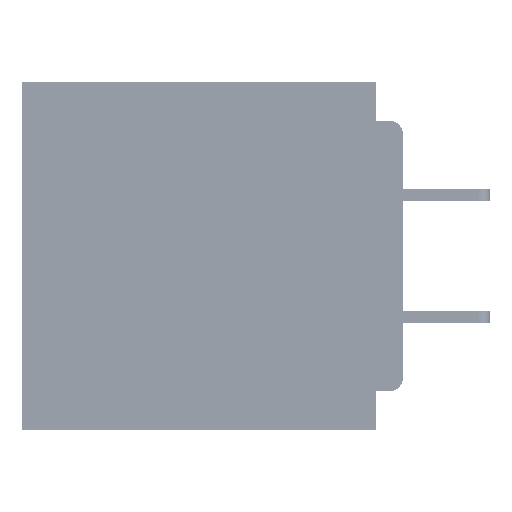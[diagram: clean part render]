
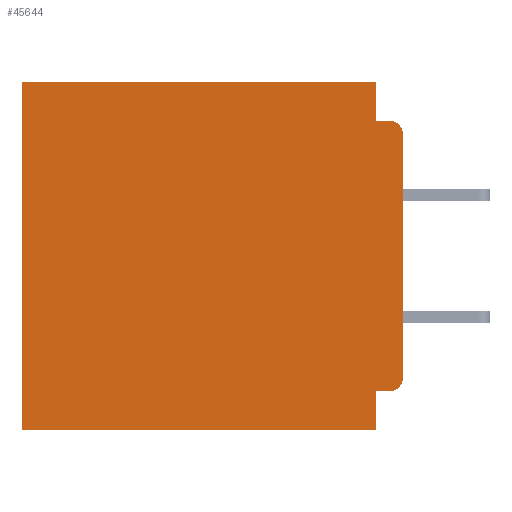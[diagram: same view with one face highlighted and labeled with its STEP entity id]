
A CAD part, left-side view. The second image highlights one B-rep face of the part: STEP entity #45644.
In plain terms, the highlighted planar face has unit normal (-1, 0, 0).
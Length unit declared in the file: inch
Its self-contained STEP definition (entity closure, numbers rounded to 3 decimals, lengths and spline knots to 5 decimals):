
#704 = EDGE_CURVE ( 'NONE', #59153, #35216, #56341, .T. ) ;
#1604 = DIRECTION ( 'NONE',  ( 0., 0., -1. ) ) ;
#1639 = EDGE_LOOP ( 'NONE', ( #4849, #18348, #57979, #41265, #43712, #56097, #50466, #38562, #11470, #10866 ) ) ;
#1706 = CARTESIAN_POINT ( 'NONE',  ( 0.3, 0.031, -0.045 ) ) ;
#1871 = VERTEX_POINT ( 'NONE', #1706 ) ;
#1910 = VECTOR ( 'NONE', #1604, 39.37008 ) ;
#3547 = LINE ( 'NONE', #47669, #1910 ) ;
#4480 = EDGE_CURVE ( 'NONE', #62681, #34717, #16541, .T. ) ;
#4849 = ORIENTED_EDGE ( 'NONE', *, *, #50436, .F. ) ;
#5202 = LINE ( 'NONE', #14214, #58249 ) ;
#5226 = VERTEX_POINT ( 'NONE', #20777 ) ;
#6711 = VERTEX_POINT ( 'NONE', #58984 ) ;
#8808 = AXIS2_PLACEMENT_3D ( 'NONE', #52854, #53223, #53322 ) ;
#8988 = LINE ( 'NONE', #59061, #62084 ) ;
#9603 = CARTESIAN_POINT ( 'NONE',  ( 0.3, 0.031, -0.4 ) ) ;
#10866 = ORIENTED_EDGE ( 'NONE', *, *, #704, .T. ) ;
#10962 = VERTEX_POINT ( 'NONE', #51216 ) ;
#11388 = EDGE_CURVE ( 'NONE', #5226, #6711, #33969, .T. ) ;
#11470 = ORIENTED_EDGE ( 'NONE', *, *, #44597, .F. ) ;
#13326 = DIRECTION ( 'NONE',  ( 0., 0., -1. ) ) ;
#14214 = CARTESIAN_POINT ( 'NONE',  ( 0.3, 0.031, -0.4 ) ) ;
#16541 = CIRCLE ( 'NONE', #60737, 0.015 ) ;
#17316 = CARTESIAN_POINT ( 'NONE',  ( 0.3, 0., -0.045 ) ) ;
#18319 = CARTESIAN_POINT ( 'NONE',  ( 0.3, 0., -0.4 ) ) ;
#18348 = ORIENTED_EDGE ( 'NONE', *, *, #4480, .T. ) ;
#19649 = VERTEX_POINT ( 'NONE', #40139 ) ;
#20339 = VECTOR ( 'NONE', #34818, 39.37008 ) ;
#20777 = CARTESIAN_POINT ( 'NONE',  ( 0.3, 0.437, 0. ) ) ;
#21960 = LINE ( 'NONE', #33757, #32395 ) ;
#23031 = CARTESIAN_POINT ( 'NONE',  ( 0.3, 0.015, -0.06 ) ) ;
#23716 = PLANE ( 'NONE',  #36832 ) ;
#24437 = CARTESIAN_POINT ( 'NONE',  ( 0.3, 0., -0.34 ) ) ;
#25894 = LINE ( 'NONE', #43284, #36313 ) ;
#28222 = DIRECTION ( 'NONE',  ( 0., 0., -1. ) ) ;
#28871 = DIRECTION ( 'NONE',  ( 1., 0., 0. ) ) ;
#29081 = LINE ( 'NONE', #17316, #53165 ) ;
#32395 = VECTOR ( 'NONE', #13326, 39.37008 ) ;
#32644 = CARTESIAN_POINT ( 'NONE',  ( 0.3, 0.015, -0.355 ) ) ;
#33757 = CARTESIAN_POINT ( 'NONE',  ( 0.3, 0.031, 0. ) ) ;
#33969 = LINE ( 'NONE', #65627, #20339 ) ;
#34717 = VERTEX_POINT ( 'NONE', #40866 ) ;
#34818 = DIRECTION ( 'NONE',  ( 0., 0., -1. ) ) ;
#35216 = VERTEX_POINT ( 'NONE', #24437 ) ;
#36313 = VECTOR ( 'NONE', #38128, 39.37008 ) ;
#36832 = AXIS2_PLACEMENT_3D ( 'NONE', #18319, #28871, #64845 ) ;
#37557 = DIRECTION ( 'NONE',  ( 0., 1., 0. ) ) ;
#38128 = DIRECTION ( 'NONE',  ( 0., 1., 0. ) ) ;
#38562 = ORIENTED_EDGE ( 'NONE', *, *, #48849, .F. ) ;
#40013 = DIRECTION ( 'NONE',  ( 0., 0., -1. ) ) ;
#40139 = CARTESIAN_POINT ( 'NONE',  ( 0.3, 0.031, 0. ) ) ;
#40866 = CARTESIAN_POINT ( 'NONE',  ( 0.3, 0.015, -0.045 ) ) ;
#40938 = CARTESIAN_POINT ( 'NONE',  ( 0.3, 0., -0.06 ) ) ;
#41265 = ORIENTED_EDGE ( 'NONE', *, *, #43560, .F. ) ;
#41747 = FACE_OUTER_BOUND ( 'NONE', #1639, .T. ) ;
#43284 = CARTESIAN_POINT ( 'NONE',  ( 0.3, 0., -0.355 ) ) ;
#43560 = EDGE_CURVE ( 'NONE', #19649, #1871, #21960, .T. ) ;
#43712 = ORIENTED_EDGE ( 'NONE', *, *, #60909, .T. ) ;
#43781 = DIRECTION ( 'NONE',  ( 0., 1., 0. ) ) ;
#44167 = EDGE_CURVE ( 'NONE', #57030, #6711, #8988, .T. ) ;
#44597 = EDGE_CURVE ( 'NONE', #59153, #10962, #25894, .T. ) ;
#45644 = ADVANCED_FACE ( 'NONE', ( #41747 ), #23716, .F. ) ;
#46224 = VECTOR ( 'NONE', #37557, 39.37008 ) ;
#47639 = CARTESIAN_POINT ( 'NONE',  ( 0.3, 0., 0. ) ) ;
#47669 = CARTESIAN_POINT ( 'NONE',  ( 0.3, 0., -0.4 ) ) ;
#48849 = EDGE_CURVE ( 'NONE', #10962, #57030, #5202, .T. ) ;
#50436 = EDGE_CURVE ( 'NONE', #62681, #35216, #3547, .T. ) ;
#50466 = ORIENTED_EDGE ( 'NONE', *, *, #44167, .F. ) ;
#51216 = CARTESIAN_POINT ( 'NONE',  ( 0.3, 0.031, -0.355 ) ) ;
#52854 = CARTESIAN_POINT ( 'NONE',  ( 0.3, 0.015, -0.34 ) ) ;
#53165 = VECTOR ( 'NONE', #53236, 39.37008 ) ;
#53223 = DIRECTION ( 'NONE',  ( -1., 0., 0. ) ) ;
#53236 = DIRECTION ( 'NONE',  ( 0., -1., 0. ) ) ;
#53322 = DIRECTION ( 'NONE',  ( 0., 0., -1. ) ) ;
#56097 = ORIENTED_EDGE ( 'NONE', *, *, #11388, .T. ) ;
#56341 = CIRCLE ( 'NONE', #8808, 0.015 ) ;
#57030 = VERTEX_POINT ( 'NONE', #9603 ) ;
#57979 = ORIENTED_EDGE ( 'NONE', *, *, #63118, .F. ) ;
#58249 = VECTOR ( 'NONE', #40013, 39.37008 ) ;
#58950 = DIRECTION ( 'NONE',  ( -1., 0., 0. ) ) ;
#58984 = CARTESIAN_POINT ( 'NONE',  ( 0.3, 0.437, -0.4 ) ) ;
#59061 = CARTESIAN_POINT ( 'NONE',  ( 0.3, 0., -0.4 ) ) ;
#59153 = VERTEX_POINT ( 'NONE', #32644 ) ;
#60737 = AXIS2_PLACEMENT_3D ( 'NONE', #23031, #58950, #28222 ) ;
#60909 = EDGE_CURVE ( 'NONE', #19649, #5226, #61555, .T. ) ;
#61555 = LINE ( 'NONE', #47639, #46224 ) ;
#62084 = VECTOR ( 'NONE', #43781, 39.37008 ) ;
#62681 = VERTEX_POINT ( 'NONE', #40938 ) ;
#63118 = EDGE_CURVE ( 'NONE', #1871, #34717, #29081, .T. ) ;
#64845 = DIRECTION ( 'NONE',  ( 0., 0., -1. ) ) ;
#65627 = CARTESIAN_POINT ( 'NONE',  ( 0.3, 0.437, -0.4 ) ) ;
